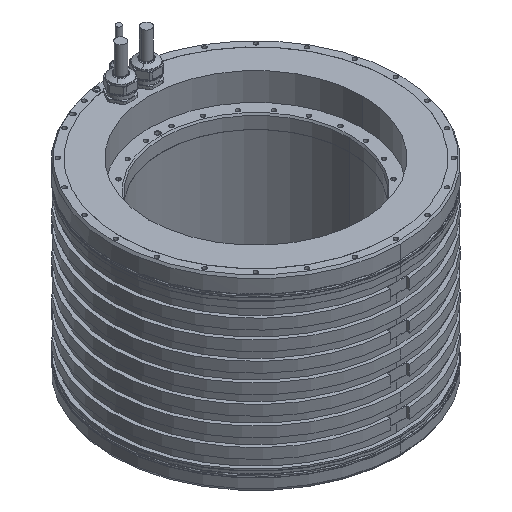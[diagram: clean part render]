
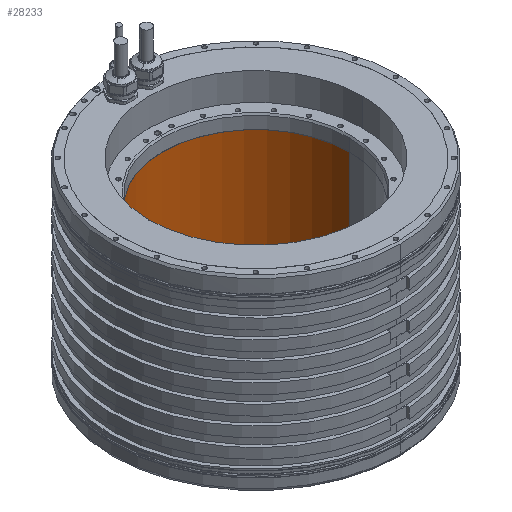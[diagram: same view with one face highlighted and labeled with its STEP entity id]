
A CAD part, isometric view. The second image highlights one B-rep face of the part: STEP entity #28233.
In plain terms, the highlighted cylindrical face has radius 100.4 mm (diameter 200.8 mm), a partial arc.
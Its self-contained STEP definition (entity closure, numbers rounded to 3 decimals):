
#24251=CARTESIAN_POINT('',(0.,0.,-44.9));
#24252=DIRECTION('',(0.,0.,-1.));
#24253=DIRECTION('',(-1.,0.,0.));
#24254=AXIS2_PLACEMENT_3D('',#24251,#24252,#24253);
#24266=DIRECTION('',(0.,0.,1.));
#24267=VECTOR('',#24266,120.2);
#24268=CARTESIAN_POINT('',(-100.4,0.,-165.1));
#24269=LINE('',#24268,#24267);
#24270=DIRECTION('',(0.,0.,1.));
#24271=VECTOR('',#24270,120.2);
#24272=CARTESIAN_POINT('',(100.4,0.,-165.1));
#24273=LINE('',#24272,#24271);
#24274=CARTESIAN_POINT('',(0.,0.,-165.1));
#24275=DIRECTION('',(0.,0.,-1.));
#24276=DIRECTION('',(-1.,0.,0.));
#24277=AXIS2_PLACEMENT_3D('',#24274,#24275,#24276);
#25233=CARTESIAN_POINT('',(-100.4,0.,-165.1));
#25234=CARTESIAN_POINT('',(-100.4,0.,-44.9));
#25235=VERTEX_POINT('',#25233);
#25236=VERTEX_POINT('',#25234);
#25237=CARTESIAN_POINT('',(100.4,0.,-165.1));
#25238=CARTESIAN_POINT('',(100.4,0.,-44.9));
#25239=VERTEX_POINT('',#25237);
#25240=VERTEX_POINT('',#25238);
#28221=CARTESIAN_POINT('',(0.,0.,-188.05));
#28222=DIRECTION('',(0.,0.,1.));
#28223=DIRECTION('',(1.,0.,0.));
#28224=AXIS2_PLACEMENT_3D('',#28221,#28222,#28223);
#28225=CYLINDRICAL_SURFACE('',#28224,100.4);
#28226=ORIENTED_EDGE('',*,*,#28204,.T.);
#28227=ORIENTED_EDGE('',*,*,#28167,.T.);
#28228=ORIENTED_EDGE('',*,*,#28208,.F.);
#28230=ORIENTED_EDGE('',*,*,#28229,.F.);
#28231=EDGE_LOOP('',(#28226,#28227,#28228,#28230));
#28232=FACE_OUTER_BOUND('',#28231,.F.);
#28233=ADVANCED_FACE('',(#28232),#28225,.F.);
#24255=CIRCLE('',#24254,100.4);
#24278=CIRCLE('',#24277,100.4);
#28167=EDGE_CURVE('',#25236,#25240,#24255,.T.);
#28204=EDGE_CURVE('',#25235,#25236,#24269,.T.);
#28208=EDGE_CURVE('',#25239,#25240,#24273,.T.);
#28229=EDGE_CURVE('',#25235,#25239,#24278,.T.);
